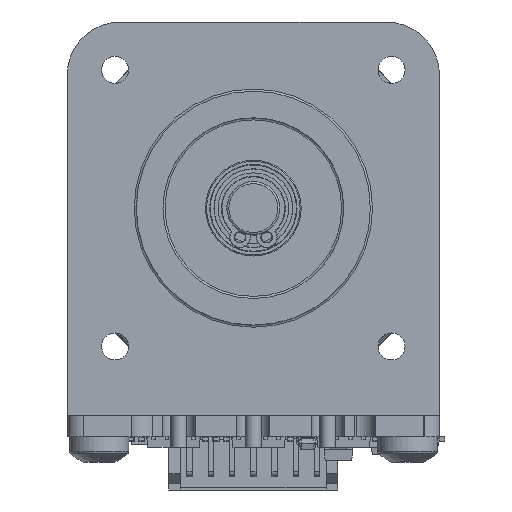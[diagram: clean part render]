
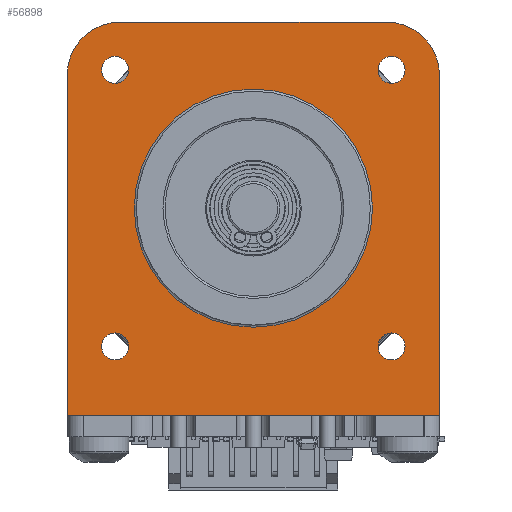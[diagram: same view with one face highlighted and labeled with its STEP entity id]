
A CAD part, front view. The second image highlights one B-rep face of the part: STEP entity #56898.
In plain terms, the highlighted face is planar.
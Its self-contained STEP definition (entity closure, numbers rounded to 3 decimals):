
#3820=FACE_BOUND('',#9544,.T.);
#3821=FACE_BOUND('',#9545,.T.);
#3822=FACE_BOUND('',#9546,.T.);
#3823=FACE_BOUND('',#9547,.T.);
#3824=FACE_BOUND('',#9548,.T.);
#3961=PLANE('',#61644);
#6130=FACE_OUTER_BOUND('',#9543,.T.);
#9543=EDGE_LOOP('',(#40866,#40867,#40868,#40869,#40870,#40871));
#9544=EDGE_LOOP('',(#40872));
#9545=EDGE_LOOP('',(#40873));
#9546=EDGE_LOOP('',(#40874));
#9547=EDGE_LOOP('',(#40875));
#9548=EDGE_LOOP('',(#40876));
#12984=LINE('',#85595,#18802);
#12996=LINE('',#85659,#18814);
#13017=LINE('',#85825,#18835);
#13018=LINE('',#85828,#18836);
#18802=VECTOR('',#67965,10.);
#18814=VECTOR('',#67991,10.);
#18835=VECTOR('',#68096,10.);
#18836=VECTOR('',#68099,10.);
#24713=CIRCLE('',#61622,1.265);
#24714=CIRCLE('',#61624,1.265);
#24715=CIRCLE('',#61626,1.265);
#24716=CIRCLE('',#61628,1.265);
#24725=CIRCLE('',#61641,11.2);
#24727=CIRCLE('',#61645,5.);
#24728=CIRCLE('',#61646,5.);
#26916=VERTEX_POINT('',#85592);
#26917=VERTEX_POINT('',#85594);
#26925=VERTEX_POINT('',#85657);
#26941=VERTEX_POINT('',#85781);
#26942=VERTEX_POINT('',#85785);
#26943=VERTEX_POINT('',#85789);
#26944=VERTEX_POINT('',#85793);
#26951=VERTEX_POINT('',#85814);
#26953=VERTEX_POINT('',#85822);
#26954=VERTEX_POINT('',#85824);
#26955=VERTEX_POINT('',#85826);
#32179=EDGE_CURVE('',#26917,#26916,#12984,.T.);
#32194=EDGE_CURVE('',#26916,#26925,#12996,.T.);
#32224=EDGE_CURVE('',#26941,#26941,#24713,.T.);
#32226=EDGE_CURVE('',#26942,#26942,#24714,.T.);
#32228=EDGE_CURVE('',#26943,#26943,#24715,.T.);
#32230=EDGE_CURVE('',#26944,#26944,#24716,.T.);
#32241=EDGE_CURVE('',#26951,#26951,#24725,.T.);
#32244=EDGE_CURVE('',#26917,#26953,#24727,.T.);
#32245=EDGE_CURVE('',#26925,#26954,#13017,.T.);
#32246=EDGE_CURVE('',#26955,#26954,#24728,.T.);
#32247=EDGE_CURVE('',#26955,#26953,#13018,.T.);
#40866=ORIENTED_EDGE('',*,*,#32244,.F.);
#40867=ORIENTED_EDGE('',*,*,#32179,.T.);
#40868=ORIENTED_EDGE('',*,*,#32194,.T.);
#40869=ORIENTED_EDGE('',*,*,#32245,.T.);
#40870=ORIENTED_EDGE('',*,*,#32246,.F.);
#40871=ORIENTED_EDGE('',*,*,#32247,.T.);
#40872=ORIENTED_EDGE('',*,*,#32224,.T.);
#40873=ORIENTED_EDGE('',*,*,#32226,.T.);
#40874=ORIENTED_EDGE('',*,*,#32228,.T.);
#40875=ORIENTED_EDGE('',*,*,#32230,.T.);
#40876=ORIENTED_EDGE('',*,*,#32241,.F.);
#56898=ADVANCED_FACE('',(#6130,#3820,#3821,#3822,#3823,#3824),#3961,.T.);
#61622=AXIS2_PLACEMENT_3D('',#85782,#68042,#68043);
#61624=AXIS2_PLACEMENT_3D('',#85786,#68047,#68048);
#61626=AXIS2_PLACEMENT_3D('',#85790,#68052,#68053);
#61628=AXIS2_PLACEMENT_3D('',#85794,#68057,#68058);
#61641=AXIS2_PLACEMENT_3D('',#85816,#68085,#68086);
#61644=AXIS2_PLACEMENT_3D('',#85821,#68092,#68093);
#61645=AXIS2_PLACEMENT_3D('',#85823,#68094,#68095);
#61646=AXIS2_PLACEMENT_3D('',#85827,#68097,#68098);
#67965=DIRECTION('',(0.,1.,0.));
#67991=DIRECTION('',(-1.,0.,0.));
#68042=DIRECTION('center_axis',(0.,0.,-1.));
#68043=DIRECTION('ref_axis',(1.,0.,0.));
#68047=DIRECTION('center_axis',(0.,0.,-1.));
#68048=DIRECTION('ref_axis',(1.,0.,0.));
#68052=DIRECTION('center_axis',(0.,0.,-1.));
#68053=DIRECTION('ref_axis',(1.,0.,0.));
#68057=DIRECTION('center_axis',(0.,0.,-1.));
#68058=DIRECTION('ref_axis',(1.,0.,0.));
#68085=DIRECTION('center_axis',(0.,0.,1.));
#68086=DIRECTION('ref_axis',(-1.,0.,0.));
#68092=DIRECTION('center_axis',(0.,0.,1.));
#68093=DIRECTION('ref_axis',(-1.,0.,0.));
#68094=DIRECTION('center_axis',(0.,0.,-1.));
#68095=DIRECTION('ref_axis',(0.707,-0.707,0.));
#68096=DIRECTION('',(0.,-1.,0.));
#68097=DIRECTION('center_axis',(0.,0.,-1.));
#68098=DIRECTION('ref_axis',(-0.707,-0.707,0.));
#68099=DIRECTION('',(1.,0.,0.));
#85592=CARTESIAN_POINT('',(17.5,19.5,4.));
#85594=CARTESIAN_POINT('',(17.5,-12.5,4.));
#85595=CARTESIAN_POINT('',(17.5,19.5,4.));
#85657=CARTESIAN_POINT('',(-17.5,19.5,4.));
#85659=CARTESIAN_POINT('',(-17.5,19.5,4.));
#85781=CARTESIAN_POINT('',(11.736,13.,4.));
#85782=CARTESIAN_POINT('Origin',(13.,13.,4.));
#85785=CARTESIAN_POINT('',(-14.265,13.,4.));
#85786=CARTESIAN_POINT('Origin',(-13.,13.,4.));
#85789=CARTESIAN_POINT('',(11.736,-13.,4.));
#85790=CARTESIAN_POINT('Origin',(13.,-13.,4.));
#85793=CARTESIAN_POINT('',(-14.265,-13.,4.));
#85794=CARTESIAN_POINT('Origin',(-13.,-13.,4.));
#85814=CARTESIAN_POINT('',(11.2,0.,4.));
#85816=CARTESIAN_POINT('Origin',(0.,0.,4.));
#85821=CARTESIAN_POINT('Origin',(0.,1.,4.));
#85822=CARTESIAN_POINT('',(12.5,-17.5,4.));
#85823=CARTESIAN_POINT('Origin',(12.5,-12.5,4.));
#85824=CARTESIAN_POINT('',(-17.5,-12.5,4.));
#85825=CARTESIAN_POINT('',(-17.5,-17.5,4.));
#85826=CARTESIAN_POINT('',(-12.5,-17.5,4.));
#85827=CARTESIAN_POINT('Origin',(-12.5,-12.5,4.));
#85828=CARTESIAN_POINT('',(17.5,-17.5,4.));
